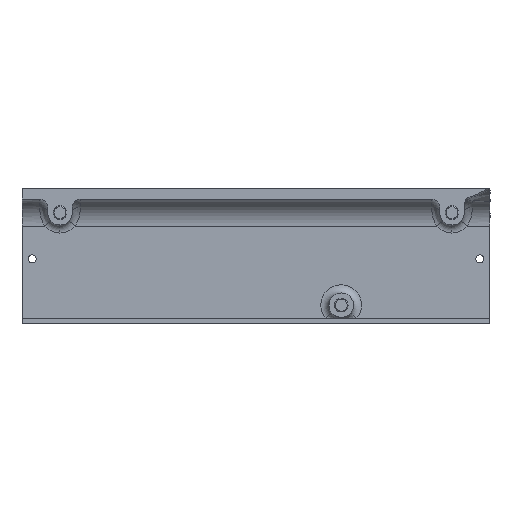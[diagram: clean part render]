
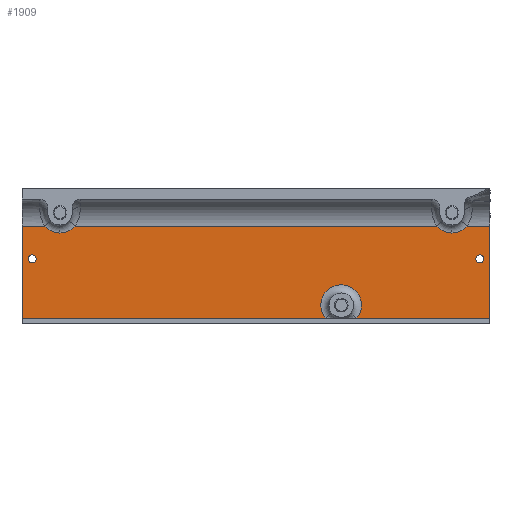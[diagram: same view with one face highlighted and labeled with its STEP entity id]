
A CAD part, front view. The second image highlights one B-rep face of the part: STEP entity #1909.
In plain terms, the highlighted planar face has unit normal (0, -1, 0).
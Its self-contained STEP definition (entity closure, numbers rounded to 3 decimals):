
#48 = VERTEX_POINT ( 'NONE', #594 ) ;
#51 = VERTEX_POINT ( 'NONE', #609 ) ;
#64 = VERTEX_POINT ( 'NONE', #601 ) ;
#68 = VERTEX_POINT ( 'NONE', #652 ) ;
#80 = VERTEX_POINT ( 'NONE', #625 ) ;
#86 = VERTEX_POINT ( 'NONE', #658 ) ;
#98 = VERTEX_POINT ( 'NONE', #680 ) ;
#107 = VERTEX_POINT ( 'NONE', #635 ) ;
#109 = VERTEX_POINT ( 'NONE', #682 ) ;
#110 = VERTEX_POINT ( 'NONE', #643 ) ;
#111 = VERTEX_POINT ( 'NONE', #653 ) ;
#124 = VERTEX_POINT ( 'NONE', #665 ) ;
#126 = VERTEX_POINT ( 'NONE', #672 ) ;
#137 = VERTEX_POINT ( 'NONE', #732 ) ;
#139 = VERTEX_POINT ( 'NONE', #725 ) ;
#140 = VERTEX_POINT ( 'NONE', #699 ) ;
#144 = EDGE_LOOP ( 'NONE', ( #336, #351 ) ) ;
#207 = EDGE_LOOP ( 'NONE', ( #312, #321, #325, #255, #337, #235, #237, #250, #261, #297, #356, #323 ) ) ;
#208 = EDGE_LOOP ( 'NONE', ( #313, #299 ) ) ;
#235 = ORIENTED_EDGE ( 'NONE', *, *, #2058, .T. ) ;
#237 = ORIENTED_EDGE ( 'NONE', *, *, #2069, .T. ) ;
#250 = ORIENTED_EDGE ( 'NONE', *, *, #2070, .F. ) ;
#255 = ORIENTED_EDGE ( 'NONE', *, *, #2098, .T. ) ;
#261 = ORIENTED_EDGE ( 'NONE', *, *, #2111, .F. ) ;
#297 = ORIENTED_EDGE ( 'NONE', *, *, #2056, .T. ) ;
#299 = ORIENTED_EDGE ( 'NONE', *, *, #2071, .F. ) ;
#312 = ORIENTED_EDGE ( 'NONE', *, *, #2096, .T. ) ;
#313 = ORIENTED_EDGE ( 'NONE', *, *, #2067, .F. ) ;
#321 = ORIENTED_EDGE ( 'NONE', *, *, #1959, .T. ) ;
#323 = ORIENTED_EDGE ( 'NONE', *, *, #2035, .F. ) ;
#325 = ORIENTED_EDGE ( 'NONE', *, *, #2055, .T. ) ;
#336 = ORIENTED_EDGE ( 'NONE', *, *, #2036, .F. ) ;
#337 = ORIENTED_EDGE ( 'NONE', *, *, #1974, .T. ) ;
#351 = ORIENTED_EDGE ( 'NONE', *, *, #2007, .F. ) ;
#356 = ORIENTED_EDGE ( 'NONE', *, *, #2054, .F. ) ;
#594 = CARTESIAN_POINT ( 'NONE',  ( -72.04, 202.259, -248.511 ) ) ;
#601 = CARTESIAN_POINT ( 'NONE',  ( -66.45, 202.259, -246.011 ) ) ;
#609 = CARTESIAN_POINT ( 'NONE',  ( 72.03, 202.259, -248.511 ) ) ;
#625 = CARTESIAN_POINT ( 'NONE',  ( 86., 202.259, -279.871 ) ) ;
#635 = CARTESIAN_POINT ( 'NONE',  ( -82.27, 202.259, -256.511 ) ) ;
#643 = CARTESIAN_POINT ( 'NONE',  ( -86., 202.259, -279.871 ) ) ;
#652 = CARTESIAN_POINT ( 'NONE',  ( 77.62, 202.259, -246.011 ) ) ;
#653 = CARTESIAN_POINT ( 'NONE',  ( -86., 202.259, -246.011 ) ) ;
#658 = CARTESIAN_POINT ( 'NONE',  ( 82.27, 202.259, -259.511 ) ) ;
#665 = CARTESIAN_POINT ( 'NONE',  ( 82.27, 202.259, -256.511 ) ) ;
#672 = CARTESIAN_POINT ( 'NONE',  ( -82.27, 202.259, -259.511 ) ) ;
#680 = CARTESIAN_POINT ( 'NONE',  ( 66.44, 202.259, -246.011 ) ) ;
#682 = CARTESIAN_POINT ( 'NONE',  ( 25.608, 202.259, -279.871 ) ) ;
#688 = FACE_BOUND ( 'NONE', #144, .T. ) ;
#695 = PLANE ( 'NONE',  #2399 ) ;
#699 = CARTESIAN_POINT ( 'NONE',  ( -77.63, 202.259, -246.011 ) ) ;
#702 = DIRECTION ( 'NONE',  ( 0., -1., 0. ) ) ;
#707 = CARTESIAN_POINT ( 'NONE',  ( 127., 202.259, -232.011 ) ) ;
#713 = FACE_OUTER_BOUND ( 'NONE', #207, .T. ) ;
#725 = CARTESIAN_POINT ( 'NONE',  ( 37.032, 202.259, -279.871 ) ) ;
#729 = DIRECTION ( 'NONE',  ( 0., 0., -1. ) ) ;
#732 = CARTESIAN_POINT ( 'NONE',  ( 86., 202.259, -246.011 ) ) ;
#742 = FACE_BOUND ( 'NONE', #208, .T. ) ;
#889 = DIRECTION ( 'NONE',  ( 0., 0., -1. ) ) ;
#898 = DIRECTION ( 'NONE',  ( 0., 1., 0. ) ) ;
#912 = CARTESIAN_POINT ( 'NONE',  ( -72.04, 202.259, -241.011 ) ) ;
#1188 = CARTESIAN_POINT ( 'NONE',  ( 72.03, 202.259, -241.011 ) ) ;
#1189 = DIRECTION ( 'NONE',  ( 0., 1., 0. ) ) ;
#1199 = DIRECTION ( 'NONE',  ( 0., 0., -1. ) ) ;
#1273 = CARTESIAN_POINT ( 'NONE',  ( 82.27, 202.259, -258.011 ) ) ;
#1277 = DIRECTION ( 'NONE',  ( 0., 0., 1. ) ) ;
#1283 = DIRECTION ( 'NONE',  ( 0., -1., 0. ) ) ;
#1580 = DIRECTION ( 'NONE',  ( 0., 0., 1. ) ) ;
#1589 = DIRECTION ( 'NONE',  ( 0., 0., -1. ) ) ;
#1590 = LINE ( 'NONE', #1596, #2596 ) ;
#1596 = CARTESIAN_POINT ( 'NONE',  ( 86., 202.259, -232.011 ) ) ;
#1597 = CARTESIAN_POINT ( 'NONE',  ( 82.27, 202.259, -258.011 ) ) ;
#1598 = DIRECTION ( 'NONE',  ( 0., -1., 0. ) ) ;
#1654 = CARTESIAN_POINT ( 'NONE',  ( 31.32, 202.259, -275.011 ) ) ;
#1659 = CARTESIAN_POINT ( 'NONE',  ( -72.04, 202.259, -241.011 ) ) ;
#1666 = LINE ( 'NONE', #1668, #2557 ) ;
#1668 = CARTESIAN_POINT ( 'NONE',  ( 127., 202.259, -279.871 ) ) ;
#1669 = DIRECTION ( 'NONE',  ( -1., 0., 0. ) ) ;
#1684 = DIRECTION ( 'NONE',  ( 0., 0., -1. ) ) ;
#1685 = CARTESIAN_POINT ( 'NONE',  ( 72.03, 202.259, -241.011 ) ) ;
#1688 = DIRECTION ( 'NONE',  ( 0., 1., 0. ) ) ;
#1689 = DIRECTION ( 'NONE',  ( 0., 1., 0. ) ) ;
#1694 = DIRECTION ( 'NONE',  ( 0., 0., -1. ) ) ;
#1696 = LINE ( 'NONE', #1704, #2603 ) ;
#1699 = LINE ( 'NONE', #1717, #2605 ) ;
#1700 = DIRECTION ( 'NONE',  ( -1., 0., 0. ) ) ;
#1704 = CARTESIAN_POINT ( 'NONE',  ( -86., 202.259, -232.011 ) ) ;
#1708 = DIRECTION ( 'NONE',  ( 0., 0., 1. ) ) ;
#1710 = CARTESIAN_POINT ( 'NONE',  ( -82.27, 202.259, -258.011 ) ) ;
#1712 = DIRECTION ( 'NONE',  ( 0., -1., 0. ) ) ;
#1716 = DIRECTION ( 'NONE',  ( 0., 0., -1. ) ) ;
#1717 = CARTESIAN_POINT ( 'NONE',  ( 127., 202.259, -246.011 ) ) ;
#1718 = CARTESIAN_POINT ( 'NONE',  ( -82.27, 202.259, -258.011 ) ) ;
#1721 = DIRECTION ( 'NONE',  ( 0., -1., 0. ) ) ;
#1722 = DIRECTION ( 'NONE',  ( 0., 0., -1. ) ) ;
#1733 = DIRECTION ( 'NONE',  ( 0., 1., 0. ) ) ;
#1736 = DIRECTION ( 'NONE',  ( 0., 0., -1. ) ) ;
#1791 = LINE ( 'NONE', #1799, #2610 ) ;
#1799 = CARTESIAN_POINT ( 'NONE',  ( 127., 202.259, -246.011 ) ) ;
#1801 = DIRECTION ( 'NONE',  ( -1., 0., 0. ) ) ;
#1813 = LINE ( 'NONE', #1816, #2629 ) ;
#1816 = CARTESIAN_POINT ( 'NONE',  ( 127., 202.259, -246.011 ) ) ;
#1817 = DIRECTION ( 'NONE',  ( -1., 0., 0. ) ) ;
#1900 = LINE ( 'NONE', #1901, #2697 ) ;
#1901 = CARTESIAN_POINT ( 'NONE',  ( 127., 202.259, -279.871 ) ) ;
#1902 = DIRECTION ( 'NONE',  ( -1., 0., 0. ) ) ;
#1909 = ADVANCED_FACE ( 'NONE', ( #713, #742, #688 ), #695, .T. ) ;
#1959 = EDGE_CURVE ( 'NONE', #68, #51, #2463, .T. ) ;
#1974 = EDGE_CURVE ( 'NONE', #64, #48, #2522, .T. ) ;
#2007 = EDGE_CURVE ( 'NONE', #124, #86, #2514, .T. ) ;
#2035 = EDGE_CURVE ( 'NONE', #137, #80, #1590, .T. ) ;
#2036 = EDGE_CURVE ( 'NONE', #86, #124, #2555, .T. ) ;
#2054 = EDGE_CURVE ( 'NONE', #80, #139, #1666, .T. ) ;
#2055 = EDGE_CURVE ( 'NONE', #51, #98, #2561, .T. ) ;
#2056 = EDGE_CURVE ( 'NONE', #109, #139, #2560, .T. ) ;
#2058 = EDGE_CURVE ( 'NONE', #48, #140, #2594, .T. ) ;
#2067 = EDGE_CURVE ( 'NONE', #126, #107, #2623, .T. ) ;
#2069 = EDGE_CURVE ( 'NONE', #140, #111, #1699, .T. ) ;
#2070 = EDGE_CURVE ( 'NONE', #110, #111, #1696, .T. ) ;
#2071 = EDGE_CURVE ( 'NONE', #107, #126, #2627, .T. ) ;
#2096 = EDGE_CURVE ( 'NONE', #137, #68, #1813, .T. ) ;
#2098 = EDGE_CURVE ( 'NONE', #98, #64, #1791, .T. ) ;
#2111 = EDGE_CURVE ( 'NONE', #109, #110, #1900, .T. ) ;
#2399 = AXIS2_PLACEMENT_3D ( 'NONE', #707, #702, #729 ) ;
#2454 = AXIS2_PLACEMENT_3D ( 'NONE', #1188, #1189, #1199 ) ;
#2463 = CIRCLE ( 'NONE', #2454, 7.5 ) ;
#2495 = AXIS2_PLACEMENT_3D ( 'NONE', #1273, #1283, #1277 ) ;
#2514 = CIRCLE ( 'NONE', #2495, 1.5 ) ;
#2522 = CIRCLE ( 'NONE', #2532, 7.5 ) ;
#2532 = AXIS2_PLACEMENT_3D ( 'NONE', #912, #898, #889 ) ;
#2547 = AXIS2_PLACEMENT_3D ( 'NONE', #1654, #1689, #1684 ) ;
#2548 = AXIS2_PLACEMENT_3D ( 'NONE', #1659, #1733, #1716 ) ;
#2555 = CIRCLE ( 'NONE', #2578, 1.5 ) ;
#2557 = VECTOR ( 'NONE', #1669, 1000. ) ;
#2560 = CIRCLE ( 'NONE', #2547, 7.5 ) ;
#2561 = CIRCLE ( 'NONE', #2584, 7.5 ) ;
#2578 = AXIS2_PLACEMENT_3D ( 'NONE', #1597, #1598, #1580 ) ;
#2584 = AXIS2_PLACEMENT_3D ( 'NONE', #1685, #1688, #1694 ) ;
#2594 = CIRCLE ( 'NONE', #2548, 7.5 ) ;
#2596 = VECTOR ( 'NONE', #1589, 1000. ) ;
#2603 = VECTOR ( 'NONE', #1708, 1000. ) ;
#2605 = VECTOR ( 'NONE', #1700, 1000. ) ;
#2610 = VECTOR ( 'NONE', #1801, 1000. ) ;
#2623 = CIRCLE ( 'NONE', #2626, 1.5 ) ;
#2624 = AXIS2_PLACEMENT_3D ( 'NONE', #1718, #1721, #1722 ) ;
#2626 = AXIS2_PLACEMENT_3D ( 'NONE', #1710, #1712, #1736 ) ;
#2627 = CIRCLE ( 'NONE', #2624, 1.5 ) ;
#2629 = VECTOR ( 'NONE', #1817, 1000. ) ;
#2697 = VECTOR ( 'NONE', #1902, 1000. ) ;
